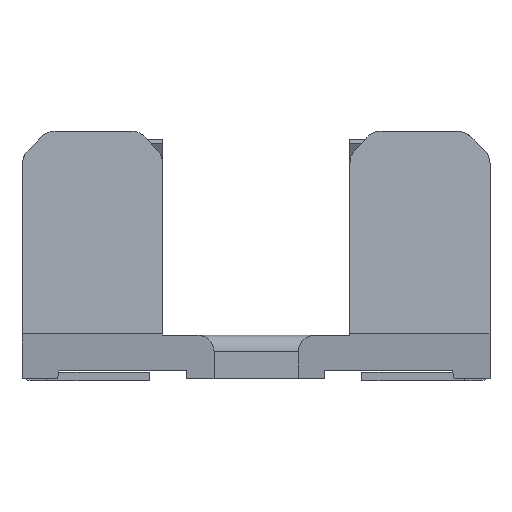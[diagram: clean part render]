
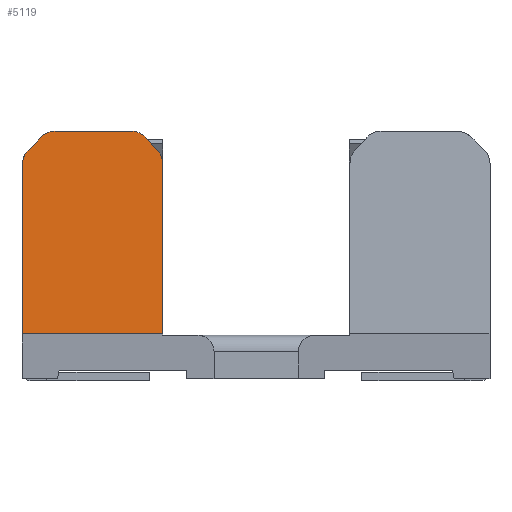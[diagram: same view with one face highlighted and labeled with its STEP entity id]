
A CAD part, top view. The second image highlights one B-rep face of the part: STEP entity #5119.
In plain terms, the highlighted planar face has unit normal (0, 0.06, 0.998).
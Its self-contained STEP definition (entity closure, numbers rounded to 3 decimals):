
#2772=VERTEX_POINT('NONE',#2773);
#2773=CARTESIAN_POINT('',(-4.528,2.16,5.396));
#2779=EDGE_CURVE('NONE',#2772,#2780,#2782,.F.);
#2780=VERTEX_POINT('NONE',#2781);
#2781=CARTESIAN_POINT('',(-11.328,2.16,5.396));
#2782=LINE('',#2783,#2784);
#2783=CARTESIAN_POINT('',(-11.328,2.16,5.396));
#2784=VECTOR('',#2785,1.0);
#2785=DIRECTION('',(1.0,0.,0.));
#4467=VERTEX_POINT('NONE',#4468);
#4468=CARTESIAN_POINT('',(-4.528,10.439,4.895));
#4474=EDGE_CURVE('NONE',#4467,#2772,#4475,.T.);
#4475=LINE('',#4476,#4477);
#4476=CARTESIAN_POINT('',(-4.528,10.409,4.896));
#4477=VECTOR('',#4478,1.0);
#4478=DIRECTION('',(0.,-0.998,0.06));
#4492=VERTEX_POINT('NONE',#4493);
#4493=CARTESIAN_POINT('',(-4.772,11.066,4.857));
#4499=EDGE_CURVE('NONE',#4492,#4467,#4500,.T.);
#4500=(BOUNDED_CURVE()B_SPLINE_CURVE(3,(#4501,#4502,#4503,#4504),.UNSPECIFIED.,.F.,.U.)B_SPLINE_CURVE_WITH_KNOTS((4,4),(0.829,1.571),.PIECEWISE_BEZIER_KNOTS.)CURVE()GEOMETRIC_REPRESENTATION_ITEM()RATIONAL_B_SPLINE_CURVE((1.0,0.955,0.955,1.0))REPRESENTATION_ITEM(''));
#4501=CARTESIAN_POINT('',(-4.772,11.066,4.857));
#4502=CARTESIAN_POINT('',(-4.613,10.893,4.867));
#4503=CARTESIAN_POINT('',(-4.528,10.674,4.88));
#4504=CARTESIAN_POINT('',(-4.528,10.439,4.895));
#4525=VERTEX_POINT('NONE',#4526);
#4526=CARTESIAN_POINT('',(-5.352,11.699,4.818));
#4532=EDGE_CURVE('NONE',#4525,#4492,#4533,.T.);
#4533=LINE('',#4534,#4535);
#4534=CARTESIAN_POINT('',(-5.335,11.68,4.819));
#4535=VECTOR('',#4536,1.0);
#4536=DIRECTION('',(0.675,-0.736,0.045));
#4556=VERTEX_POINT('NONE',#4557);
#4557=CARTESIAN_POINT('',(-6.036,12.0,4.8));
#4563=EDGE_CURVE('NONE',#4556,#4525,#4564,.T.);
#4564=(BOUNDED_CURVE()B_SPLINE_CURVE(3,(#4565,#4566,#4567,#4568),.UNSPECIFIED.,.F.,.U.)B_SPLINE_CURVE_WITH_KNOTS((4,4),(0.,0.829),.PIECEWISE_BEZIER_KNOTS.)CURVE()GEOMETRIC_REPRESENTATION_ITEM()RATIONAL_B_SPLINE_CURVE((1.0,0.944,0.944,1.0))REPRESENTATION_ITEM(''));
#4565=CARTESIAN_POINT('',(-6.036,12.0,4.8));
#4566=CARTESIAN_POINT('',(-5.772,12.0,4.8));
#4567=CARTESIAN_POINT('',(-5.53,11.894,4.806));
#4568=CARTESIAN_POINT('',(-5.352,11.699,4.818));
#4589=VERTEX_POINT('NONE',#4590);
#4590=CARTESIAN_POINT('',(-9.744,12.0,4.8));
#4596=EDGE_CURVE('NONE',#4589,#4556,#4597,.T.);
#4597=LINE('',#4598,#4599);
#4598=CARTESIAN_POINT('',(-11.328,12.0,4.8));
#4599=VECTOR('',#4600,1.0);
#4600=DIRECTION('',(1.0,0.,0.0));
#4620=VERTEX_POINT('NONE',#4621);
#4621=CARTESIAN_POINT('',(-10.399,11.728,4.816));
#4627=EDGE_CURVE('NONE',#4620,#4589,#4628,.T.);
#4628=(BOUNDED_CURVE()B_SPLINE_CURVE(3,(#4629,#4630,#4631,#4632),.UNSPECIFIED.,.F.,.U.)B_SPLINE_CURVE_WITH_KNOTS((4,4),(5.498,6.283),.PIECEWISE_BEZIER_KNOTS.)CURVE()GEOMETRIC_REPRESENTATION_ITEM()RATIONAL_B_SPLINE_CURVE((1.0,0.949,0.949,1.0))REPRESENTATION_ITEM(''));
#4629=CARTESIAN_POINT('',(-10.399,11.728,4.816));
#4630=CARTESIAN_POINT('',(-10.223,11.905,4.806));
#4631=CARTESIAN_POINT('',(-9.993,12.0,4.8));
#4632=CARTESIAN_POINT('',(-9.744,12.0,4.8));
#4653=VERTEX_POINT('NONE',#4654);
#4654=CARTESIAN_POINT('',(-11.056,11.072,4.856));
#4660=EDGE_CURVE('NONE',#4653,#4620,#4661,.T.);
#4661=LINE('',#4662,#4663);
#4662=CARTESIAN_POINT('',(-11.073,11.055,4.857));
#4663=VECTOR('',#4664,1.0);
#4664=DIRECTION('',(0.706,0.706,-0.043));
#4684=VERTEX_POINT('NONE',#4685);
#4685=CARTESIAN_POINT('',(-11.328,10.416,4.896));
#4691=EDGE_CURVE('NONE',#4684,#4653,#4692,.T.);
#4692=(BOUNDED_CURVE()B_SPLINE_CURVE(3,(#4693,#4694,#4695,#4696),.UNSPECIFIED.,.F.,.U.)B_SPLINE_CURVE_WITH_KNOTS((4,4),(4.712,5.498),.PIECEWISE_BEZIER_KNOTS.)CURVE()GEOMETRIC_REPRESENTATION_ITEM()RATIONAL_B_SPLINE_CURVE((1.0,0.949,0.949,1.0))REPRESENTATION_ITEM(''));
#4693=CARTESIAN_POINT('',(-11.328,10.416,4.896));
#4694=CARTESIAN_POINT('',(-11.328,10.665,4.881));
#4695=CARTESIAN_POINT('',(-11.232,10.895,4.867));
#4696=CARTESIAN_POINT('',(-11.056,11.072,4.856));
#5053=EDGE_CURVE('NONE',#2780,#4684,#5054,.T.);
#5054=LINE('',#5055,#5056);
#5055=CARTESIAN_POINT('',(-11.328,12.0,4.8));
#5056=VECTOR('',#5057,1.0);
#5057=DIRECTION('',(0.,0.998,-0.06));
#5119=ADVANCED_FACE('NONE',(#5120),#5132,.F.);
#5120=FACE_BOUND('NONE',#5121,.T.);
#5121=EDGE_LOOP('',(#5122,#5123,#5124,#5125,#5126,#5127,#5128,#5129,#5130,#5131));
#5122=ORIENTED_EDGE('',*,*,#5053,.F.);
#5123=ORIENTED_EDGE('',*,*,#2779,.F.);
#5124=ORIENTED_EDGE('',*,*,#4474,.F.);
#5125=ORIENTED_EDGE('',*,*,#4499,.F.);
#5126=ORIENTED_EDGE('',*,*,#4532,.F.);
#5127=ORIENTED_EDGE('',*,*,#4563,.F.);
#5128=ORIENTED_EDGE('',*,*,#4596,.F.);
#5129=ORIENTED_EDGE('',*,*,#4627,.F.);
#5130=ORIENTED_EDGE('',*,*,#4660,.F.);
#5131=ORIENTED_EDGE('',*,*,#4691,.F.);
#5132=PLANE('',#5133);
#5133=AXIS2_PLACEMENT_3D('',#5134,#5135,#5136);
#5134=CARTESIAN_POINT('',(-11.328,12.0,4.8));
#5135=DIRECTION('',(0.,-0.06,-0.998));
#5136=DIRECTION('',(0.0,0.998,-0.06));
